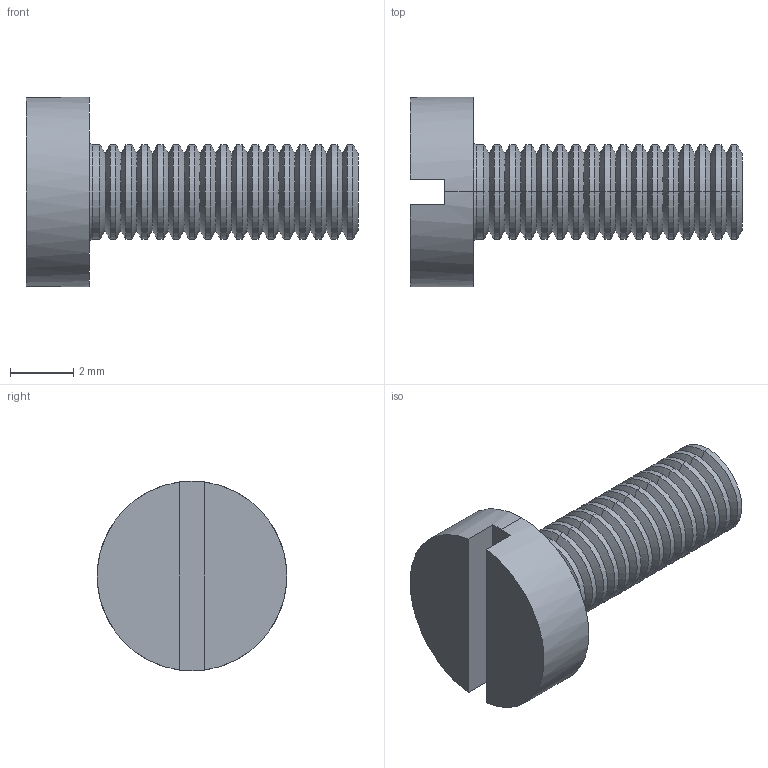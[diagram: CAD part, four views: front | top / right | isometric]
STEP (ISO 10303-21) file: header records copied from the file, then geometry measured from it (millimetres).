
FILE_DESCRIPTION (( 'STEP AP214' ), '1' );
FILE_NAME ('Screw M3 x 8.5-S.STEP', '2025-07-06T08:34:30', ( '' ), ( '' ), 'SwSTEP 2.0', 'SolidWorks 2025', '' );
FILE_SCHEMA (( 'AUTOMOTIVE_DESIGN' ));
Length unit declared in the file: millimetre
Products named in the file (1): Screw M3 x 8.5-S_KS 1021 FF - M3 x 10-S
Bounding box: 10.5 x 6 x 6 mm (x, y, z)
Volume: 104.8 mm3; surface area: 223.8 mm2
Topology: 1 solids, 1 shells, 111 faces, 224 edges, 116 vertices
Faces by surface type: cone 66, cylinder 36, plane 7, torus 2
Entity records: 2846 total; most frequent: DIRECTION 562, CARTESIAN_POINT 452, ORIENTED_EDGE 448, AXIS2_PLACEMENT_3D 226, EDGE_CURVE 224, VERTEX_POINT 116, CIRCLE 114, EDGE_LOOP 112
